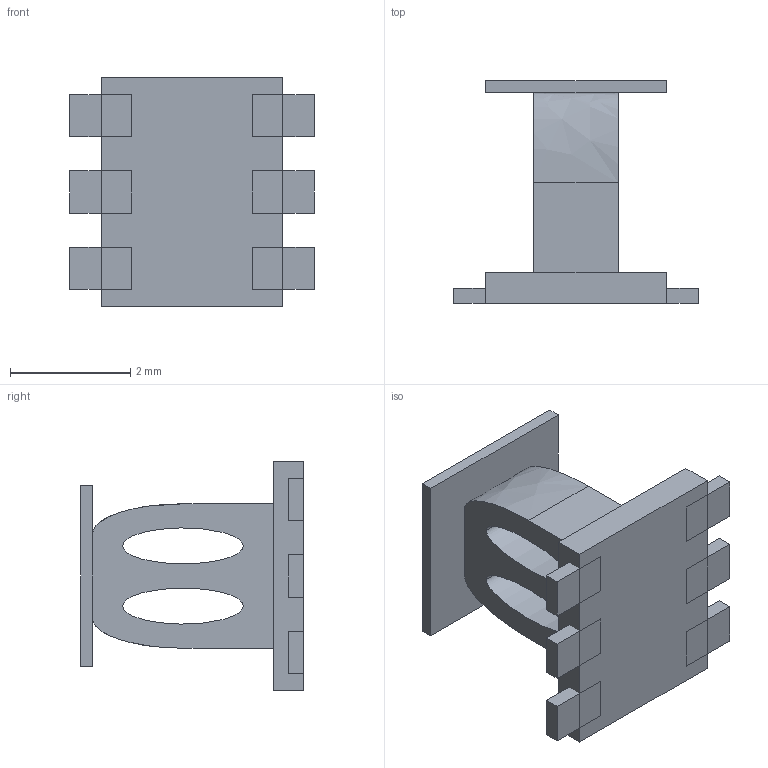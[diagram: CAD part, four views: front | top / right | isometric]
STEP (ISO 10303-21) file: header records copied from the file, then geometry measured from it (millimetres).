
FILE_DESCRIPTION (( 'STEP AP214' ), '1' );
FILE_NAME ('TCM1-63AX+.STEP', '2020-04-11T04:27:14', ( '' ), ( '' ), 'SwSTEP 2.0', 'SolidWorks 2017', '' );
FILE_SCHEMA (( 'AUTOMOTIVE_DESIGN' ));
Length unit declared in the file: millimetre
Products named in the file (2): TCM1-63AX+
Bounding box: 4.06 x 3.7 x 3.82 mm (x, y, z)
Volume: 15.6 mm3; surface area: 89.8 mm2
Topology: 7 solids, 7 shells, 75 faces, 174 edges, 116 vertices
Faces by surface type: plane 69, bspline 6
Entity records: 2563 total; most frequent: CARTESIAN_POINT 553, ORIENTED_EDGE 348, DIRECTION 300, EDGE_CURVE 174, LINE 158, VECTOR 158, VERTEX_POINT 116, EDGE_LOOP 82
